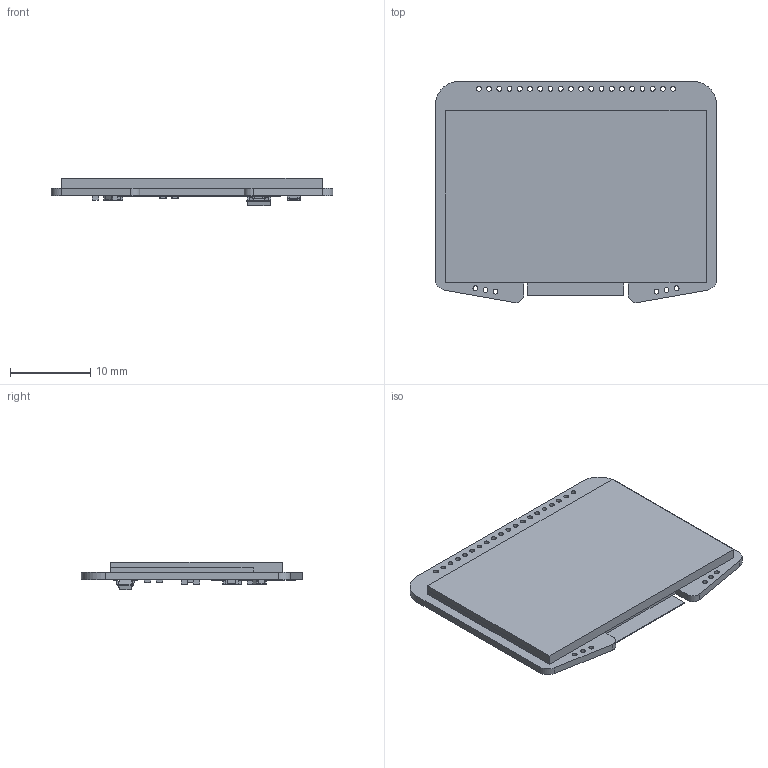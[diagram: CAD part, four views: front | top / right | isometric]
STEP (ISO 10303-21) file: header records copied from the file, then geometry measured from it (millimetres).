
FILE_DESCRIPTION(('Open CASCADE Model'),'2;1');
FILE_NAME('Open CASCADE Shape Model','2020-04-26T13:55:48',('Author'),( 'Open CASCADE'),'Open CASCADE STEP processor 6.8','Open CASCADE 6.8' ,'Unknown');
FILE_SCHEMA(('AUTOMOTIVE_DESIGN { 1 0 10303 214 1 1 1 1 }'));
Length unit declared in the file: millimetre
Products named in the file (29): PCB; Board; R13; RESC1608(0603); R14; Q1; SOT-23; C19; CAPC1608(0603); C20; C21; C22; C23; C24; C25; R12; R10; R11; OLED; 1776500488; Extruded; 1776500352; 1776500216; 1776500080; 1776499944
Assembly tree (68 placements, depth 4):
  PCB
    Board
    R13
      RESC1608(0603)
    R14
      RESC1608(0603)
    Q1
      SOT-23
    C19
      CAPC1608(0603)
    C20
      CAPC1608(0603)
    C21
      CAPC1608(0603)
    C22
      CAPC1608(0603)
    C23
      CAPC1608(0603)
    C24
      CAPC1608(0603)
    C25
      CAPC1608(0603)
    R12
      RESC1608(0603)
    R10
      RESC1608(0603)
    R11
      RESC1608(0603)
    OLED
      1776500488
        Extruded
      1776500352
        Extruded
      1776500216
        Extruded
      1776500080
        Extruded
      1776499944  x31
        Extruded
Bounding box: 35 x 27.5 x 3.47 mm (x, y, z)
Volume: 2244.6 mm3; surface area: 6147.6 mm2
Topology: 49 solids, 49 shells, 1033 faces, 2412 edges, 1404 vertices
Faces by surface type: plane 530, cylinder 304, sphere 104, bspline 95
Full cylindrical faces by diameter (mm): 0.6 x26
Entity records: 48876 total; most frequent: CARTESIAN_POINT 27725, DIRECTION 3060, ORIENTED_EDGE 2104, PCURVE 2104, DEFINITIONAL_REPRESENTATION 2104, LINE 1882, VECTOR 1882, EDGE_CURVE 1052
